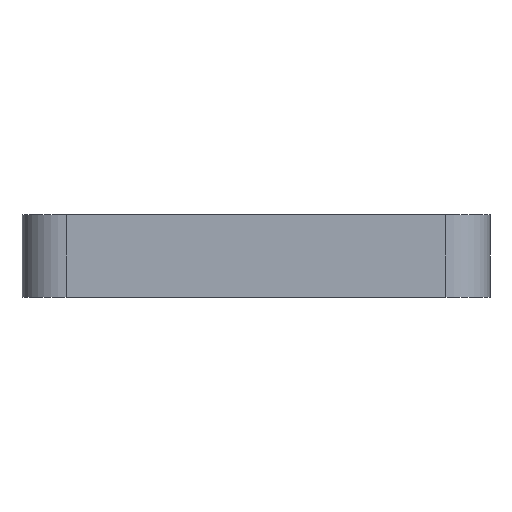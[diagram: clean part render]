
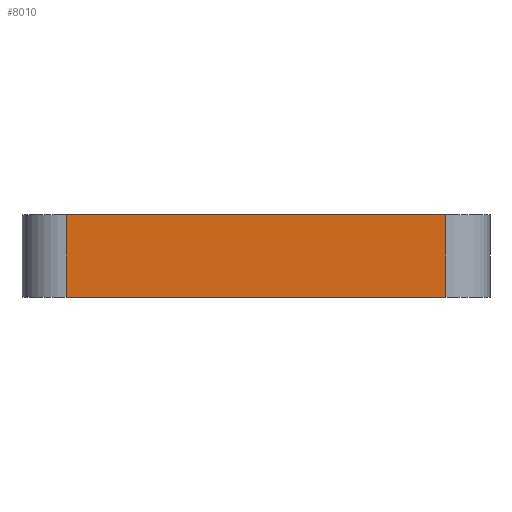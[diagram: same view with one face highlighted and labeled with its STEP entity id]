
A CAD part, left-side view. The second image highlights one B-rep face of the part: STEP entity #8010.
In plain terms, the highlighted planar face has unit normal (-1, 0, 0).
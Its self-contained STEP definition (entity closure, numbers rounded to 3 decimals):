
#50 = CARTESIAN_POINT ( 'NONE',  ( -135., -69., 30. ) ) ;
#270 = LINE ( 'NONE', #3720, #679 ) ;
#679 = VECTOR ( 'NONE', #9893, 1000. ) ;
#1643 = PLANE ( 'NONE',  #8209 ) ;
#1761 = VECTOR ( 'NONE', #5260, 1000. ) ;
#1854 = ORIENTED_EDGE ( 'NONE', *, *, #5529, .T. ) ;
#2118 = DIRECTION ( 'NONE',  ( 0., 0., -1. ) ) ;
#2490 = LINE ( 'NONE', #2943, #6440 ) ;
#2943 = CARTESIAN_POINT ( 'NONE',  ( -135., 69., 30. ) ) ;
#3058 = CARTESIAN_POINT ( 'NONE',  ( -135., -69., 0. ) ) ;
#3113 = CARTESIAN_POINT ( 'NONE',  ( -135., 69., 30. ) ) ;
#3210 = DIRECTION ( 'NONE',  ( 1., 0., 0. ) ) ;
#3302 = CARTESIAN_POINT ( 'NONE',  ( -135., -69., 30. ) ) ;
#3319 = DIRECTION ( 'NONE',  ( 0., 1., 0. ) ) ;
#3350 = VERTEX_POINT ( 'NONE', #3113 ) ;
#3619 = EDGE_LOOP ( 'NONE', ( #6014, #1854, #9454, #5158 ) ) ;
#3688 = LINE ( 'NONE', #9415, #9303 ) ;
#3720 = CARTESIAN_POINT ( 'NONE',  ( -135., 85., 0. ) ) ;
#4231 = CARTESIAN_POINT ( 'NONE',  ( -135., 69., 0. ) ) ;
#5158 = ORIENTED_EDGE ( 'NONE', *, *, #7929, .T. ) ;
#5260 = DIRECTION ( 'NONE',  ( 0., 0., 1. ) ) ;
#5529 = EDGE_CURVE ( 'NONE', #7964, #10425, #6137, .T. ) ;
#6014 = ORIENTED_EDGE ( 'NONE', *, *, #8589, .T. ) ;
#6137 = LINE ( 'NONE', #50, #1761 ) ;
#6440 = VECTOR ( 'NONE', #2118, 1000. ) ;
#6790 = CARTESIAN_POINT ( 'NONE',  ( -135., 85., 30. ) ) ;
#7929 = EDGE_CURVE ( 'NONE', #3350, #11316, #2490, .T. ) ;
#7964 = VERTEX_POINT ( 'NONE', #3058 ) ;
#8010 = ADVANCED_FACE ( 'NONE', ( #8342 ), #1643, .F. ) ;
#8209 = AXIS2_PLACEMENT_3D ( 'NONE', #6790, #3210, #3319 ) ;
#8342 = FACE_OUTER_BOUND ( 'NONE', #3619, .T. ) ;
#8589 = EDGE_CURVE ( 'NONE', #11316, #7964, #270, .T. ) ;
#9303 = VECTOR ( 'NONE', #11200, 1000. ) ;
#9415 = CARTESIAN_POINT ( 'NONE',  ( -135., 85., 30. ) ) ;
#9454 = ORIENTED_EDGE ( 'NONE', *, *, #11188, .F. ) ;
#9893 = DIRECTION ( 'NONE',  ( 0., -1., 0. ) ) ;
#10425 = VERTEX_POINT ( 'NONE', #3302 ) ;
#11188 = EDGE_CURVE ( 'NONE', #3350, #10425, #3688, .T. ) ;
#11200 = DIRECTION ( 'NONE',  ( 0., -1., 0. ) ) ;
#11316 = VERTEX_POINT ( 'NONE', #4231 ) ;
